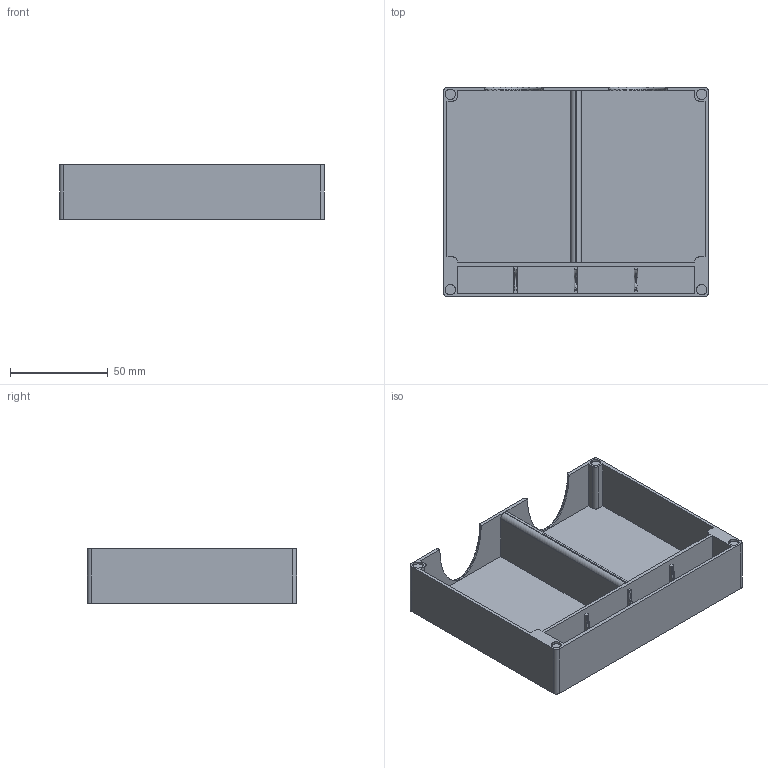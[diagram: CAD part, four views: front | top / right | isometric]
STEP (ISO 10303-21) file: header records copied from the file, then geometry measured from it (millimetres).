
FILE_DESCRIPTION(/* description */ (''),/* implementation_level */ '2;1');
FILE_NAME(/* name */ 'Wingspan - Bonus Cards Container.step',/* time_stamp */ '2022-04-14T20:01:56+02:00',/* author */ (''),/* organization */ (''),/* preprocessor_version */ 'ST-DEVELOPER v18.1',/* originating_system */ 'Autodesk Translation Framework v10.14.0.1471',/* authorisation */ '');
FILE_SCHEMA (('AUTOMOTIVE_DESIGN { 1 0 10303 214 3 1 1 }'));
Length unit declared in the file: millimetre
Products named in the file (1): Wingspan - Bonus Cards
Bounding box: 135.5 x 107 x 28 mm (x, y, z)
Volume: 70447.3 mm3; surface area: 63852.7 mm2
Topology: 1 solids, 1 shells, 75 faces, 204 edges, 136 vertices
Faces by surface type: plane 48, cylinder 14, bspline 13
Full cylindrical faces by diameter (mm): 5.3 x4
Entity records: 3335 total; most frequent: CARTESIAN_POINT 1478, ORIENTED_EDGE 408, DIRECTION 328, EDGE_CURVE 204, LINE 142, VECTOR 142, VERTEX_POINT 136, AXIS2_PLACEMENT_3D 93
